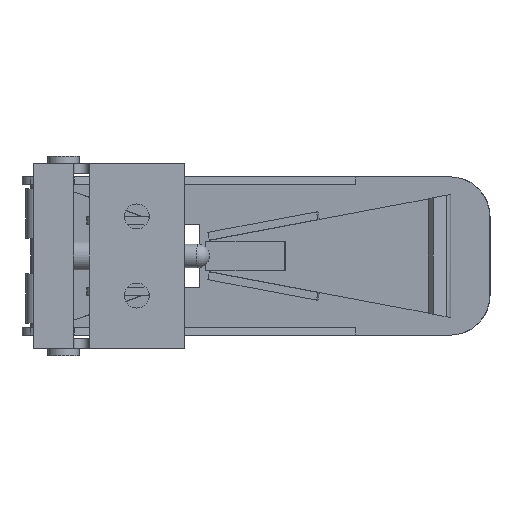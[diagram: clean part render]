
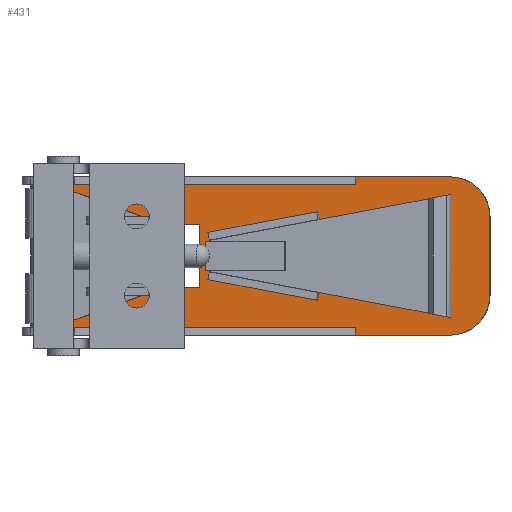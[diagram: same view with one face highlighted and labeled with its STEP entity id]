
A CAD part, front view. The second image highlights one B-rep face of the part: STEP entity #431.
In plain terms, the highlighted planar face has unit normal (-0.061, -0.998, 0).
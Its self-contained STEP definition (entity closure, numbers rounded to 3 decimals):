
#431 = ADVANCED_FACE( '', ( #896, #897 ), #898, .F. );
#896 = FACE_BOUND( '', #1458, .T. );
#897 = FACE_OUTER_BOUND( '', #1459, .T. );
#898 = PLANE( '', #1460 );
#1458 = EDGE_LOOP( '', ( #2358, #2359, #2360, #2361 ) );
#1459 = EDGE_LOOP( '', ( #2362, #2363, #2364, #2365, #2366, #2367, #2368, #2369, #2370, #2371 ) );
#1460 = AXIS2_PLACEMENT_3D( '', #2372, #2373, #2374 );
#2358 = ORIENTED_EDGE( '', *, *, #3636, .T. );
#2359 = ORIENTED_EDGE( '', *, *, #3637, .T. );
#2360 = ORIENTED_EDGE( '', *, *, #3522, .T. );
#2361 = ORIENTED_EDGE( '', *, *, #3540, .T. );
#2362 = ORIENTED_EDGE( '', *, *, #3638, .F. );
#2363 = ORIENTED_EDGE( '', *, *, #3639, .F. );
#2364 = ORIENTED_EDGE( '', *, *, #3640, .F. );
#2365 = ORIENTED_EDGE( '', *, *, #3641, .F. );
#2366 = ORIENTED_EDGE( '', *, *, #3595, .T. );
#2367 = ORIENTED_EDGE( '', *, *, #3642, .T. );
#2368 = ORIENTED_EDGE( '', *, *, #3643, .T. );
#2369 = ORIENTED_EDGE( '', *, *, #3556, .F. );
#2370 = ORIENTED_EDGE( '', *, *, #3613, .T. );
#2371 = ORIENTED_EDGE( '', *, *, #3644, .T. );
#2372 = CARTESIAN_POINT( '', ( 73.726, 2.091, 20. ) );
#2373 = DIRECTION( '', ( 0.061, 0.998, 0. ) );
#2374 = DIRECTION( '', ( -0.998, 0.061, 0. ) );
#3522 = EDGE_CURVE( '', #4262, #4260, #4263, .T. );
#3540 = EDGE_CURVE( '', #4260, #4288, #4290, .T. );
#3556 = EDGE_CURVE( '', #4315, #4317, #4318, .T. );
#3595 = EDGE_CURVE( '', #4375, #4373, #4376, .T. );
#3613 = EDGE_CURVE( '', #4315, #4400, #4402, .T. );
#3636 = EDGE_CURVE( '', #4288, #4437, #4438, .T. );
#3637 = EDGE_CURVE( '', #4437, #4262, #4439, .T. );
#3638 = EDGE_CURVE( '', #4440, #4441, #4442, .T. );
#3639 = EDGE_CURVE( '', #4443, #4440, #4444, .T. );
#3640 = EDGE_CURVE( '', #4445, #4443, #4446, .T. );
#3641 = EDGE_CURVE( '', #4375, #4445, #4447, .T. );
#3642 = EDGE_CURVE( '', #4373, #4448, #4449, .T. );
#3643 = EDGE_CURVE( '', #4448, #4317, #4450, .T. );
#3644 = EDGE_CURVE( '', #4400, #4441, #4451, .T. );
#4260 = VERTEX_POINT( '', #5254 );
#4262 = VERTEX_POINT( '', #5257 );
#4263 = LINE( '', #5258, #5259 );
#4288 = VERTEX_POINT( '', #5294 );
#4290 = LINE( '', #5297, #5298 );
#4315 = VERTEX_POINT( '', #5329 );
#4317 = VERTEX_POINT( '', #5332 );
#4318 = LINE( '', #5333, #5334 );
#4373 = VERTEX_POINT( '', #5409 );
#4375 = VERTEX_POINT( '', #5412 );
#4376 = LINE( '', #5413, #5414 );
#4400 = VERTEX_POINT( '', #5447 );
#4402 = LINE( '', #5450, #5451 );
#4437 = VERTEX_POINT( '', #5499 );
#4438 = LINE( '', #5500, #5501 );
#4439 = LINE( '', #5502, #5503 );
#4440 = VERTEX_POINT( '', #5504 );
#4441 = VERTEX_POINT( '', #5505 );
#4442 = CIRCLE( '', #5506, 10. );
#4443 = VERTEX_POINT( '', #5507 );
#4444 = LINE( '', #5508, #5509 );
#4445 = VERTEX_POINT( '', #5510 );
#4446 = CIRCLE( '', #5511, 10. );
#4447 = LINE( '', #5512, #5513 );
#4448 = VERTEX_POINT( '', #5514 );
#4449 = LINE( '', #5515, #5516 );
#4450 = LINE( '', #5517, #5518 );
#4451 = LINE( '', #5519, #5520 );
#5254 = CARTESIAN_POINT( '', ( 20.327, 5.377, 8. ) );
#5257 = CARTESIAN_POINT( '', ( 20.327, 5.377, -8. ) );
#5258 = CARTESIAN_POINT( '', ( 20.327, 5.377, 20. ) );
#5259 = VECTOR( '', #6226, 1000. );
#5294 = CARTESIAN_POINT( '', ( 34.301, 4.517, 8. ) );
#5297 = CARTESIAN_POINT( '', ( 73.726, 2.091, 8. ) );
#5298 = VECTOR( '', #6244, 1000. );
#5329 = CARTESIAN_POINT( '', ( 73.726, 2.091, -18. ) );
#5332 = CARTESIAN_POINT( '', ( -6., 6.996, -18. ) );
#5333 = CARTESIAN_POINT( '', ( 107.662, 0.004, -18. ) );
#5334 = VECTOR( '', #6267, 1000. );
#5409 = CARTESIAN_POINT( '', ( 73.726, 2.091, 18. ) );
#5412 = CARTESIAN_POINT( '', ( 73.726, 2.091, 20. ) );
#5413 = CARTESIAN_POINT( '', ( 73.726, 2.091, 20. ) );
#5414 = VECTOR( '', #6313, 1000. );
#5447 = CARTESIAN_POINT( '', ( 73.726, 2.091, -20. ) );
#5450 = CARTESIAN_POINT( '', ( 73.726, 2.091, 20. ) );
#5451 = VECTOR( '', #6333, 1000. );
#5499 = CARTESIAN_POINT( '', ( 34.301, 4.517, -8. ) );
#5500 = CARTESIAN_POINT( '', ( 34.301, 4.517, 20. ) );
#5501 = VECTOR( '', #6359, 1000. );
#5502 = CARTESIAN_POINT( '', ( 73.726, 2.091, -8. ) );
#5503 = VECTOR( '', #6360, 1000. );
#5504 = CARTESIAN_POINT( '', ( 107.662, 0.004, -10. ) );
#5505 = CARTESIAN_POINT( '', ( 97.681, 0.618, -20. ) );
#5506 = AXIS2_PLACEMENT_3D( '', #6361, #6362, #6363 );
#5507 = CARTESIAN_POINT( '', ( 107.662, 0.004, 10. ) );
#5508 = CARTESIAN_POINT( '', ( 107.662, 0.004, 20. ) );
#5509 = VECTOR( '', #6364, 1000. );
#5510 = CARTESIAN_POINT( '', ( 97.681, 0.618, 20. ) );
#5511 = AXIS2_PLACEMENT_3D( '', #6365, #6366, #6367 );
#5512 = CARTESIAN_POINT( '', ( 73.726, 2.091, 20. ) );
#5513 = VECTOR( '', #6368, 1000. );
#5514 = CARTESIAN_POINT( '', ( -6., 6.996, 18. ) );
#5515 = CARTESIAN_POINT( '', ( 107.662, 0.004, 18. ) );
#5516 = VECTOR( '', #6369, 1000. );
#5517 = CARTESIAN_POINT( '', ( -6., 6.996, 20. ) );
#5518 = VECTOR( '', #6370, 1000. );
#5519 = CARTESIAN_POINT( '', ( 73.726, 2.091, -20. ) );
#5520 = VECTOR( '', #6371, 1000. );
#6226 = DIRECTION( '', ( 0., 0., 1. ) );
#6244 = DIRECTION( '', ( 0.998, -0.061, 0. ) );
#6267 = DIRECTION( '', ( -0.998, 0.061, 0. ) );
#6313 = DIRECTION( '', ( 0., 0., -1. ) );
#6333 = DIRECTION( '', ( 0., 0., -1. ) );
#6359 = DIRECTION( '', ( 0., 0., -1. ) );
#6360 = DIRECTION( '', ( -0.998, 0.061, 0. ) );
#6361 = CARTESIAN_POINT( '', ( 97.681, 0.618, -10. ) );
#6362 = DIRECTION( '', ( 0.061, 0.998, 0. ) );
#6363 = DIRECTION( '', ( -0.998, 0.061, 0. ) );
#6364 = DIRECTION( '', ( 0., 0., -1. ) );
#6365 = CARTESIAN_POINT( '', ( 97.681, 0.618, 10. ) );
#6366 = DIRECTION( '', ( 0.061, 0.998, 0. ) );
#6367 = DIRECTION( '', ( -0.998, 0.061, 0. ) );
#6368 = DIRECTION( '', ( 0.998, -0.061, 0. ) );
#6369 = DIRECTION( '', ( -0.998, 0.061, 0. ) );
#6370 = DIRECTION( '', ( 0., 0., -1. ) );
#6371 = DIRECTION( '', ( 0.998, -0.061, 0. ) );
